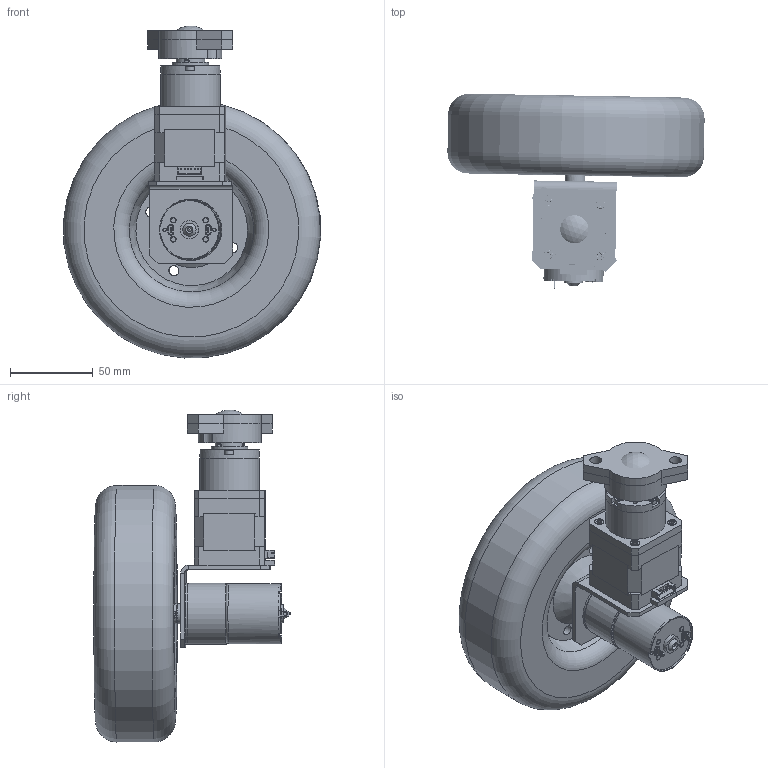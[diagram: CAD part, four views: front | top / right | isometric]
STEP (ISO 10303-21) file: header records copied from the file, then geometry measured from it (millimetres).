
FILE_DESCRIPTION(/* description */ (''),/* implementation_level */ '2;1');
FILE_NAME(/* name */ 'BL_MODULE.step',/* time_stamp */ '2024-01-26T23:05:05-08:00',/* author */ (''),/* organization */ (''),/* preprocessor_version */ 'ST-DEVELOPER v20',/* originating_system */ 'Autodesk Translation Framework v12.14.0.127',/* authorisation */ '');
FILE_SCHEMA (('AUTOMOTIVE_DESIGN { 1 0 10303 214 3 1 1 }'));
Length unit declared in the file: inch
Products named in the file (20): BL_MODULE; DC_motor_Greartisan v1 (1) (1); TD-161-006 v1 (1) (1); KFL001 v1 (1) (1); Nema 17 40mm 5_1 Planetary Gearbox v1 (1) (1); Nema 17 40mm v20 (1) (1); Mid (2) (1); Shaft (2) (1); JST 2.0 PH - 6 Pin v5 (1) (1); Pin (1) (1); M3 x 15mm (1) (1); Nema 17 5:1 Planetary Gearbox v12 (1) (1); Mid (1) (1) (1); Shaft (1) (1) (1); Screws (1) (1); M3 x 6mm (1) (1); SHEET METAL v2 v1 (1) (1); Wheel Hub v1 (1) (1); WHEELHUB_CV (1) (1); AXLE_ATTACHMENT (1) (1)
Assembly tree (29 placements, depth 5):
  BL_MODULE
    DC_motor_Greartisan v1 (1) (1)
    TD-161-006 v1 (1) (1)
    KFL001 v1 (1) (1)
    Nema 17 40mm 5_1 Planetary Gearbox v1 (1) (1)
      Nema 17 40mm v20 (1) (1)
        Mid (2) (1)
        Shaft (2) (1)
        JST 2.0 PH - 6 Pin v5 (1) (1)
          Pin (1) (1)
        M3 x 15mm (1) (1)  x4
      Nema 17 5:1 Planetary Gearbox v12 (1) (1)
        Mid (1) (1) (1)
        Shaft (1) (1) (1)
        Screws (1) (1)
          M3 x 6mm (1) (1)  x8
    SHEET METAL v2 v1 (1) (1)
    Wheel Hub v1 (1) (1)
    WHEELHUB_CV (1) (1)
    AXLE_ATTACHMENT (1) (1)
Bounding box: 155.01 x 118.34 x 200.15 mm (x, y, z)
Volume: 900482.7 mm3; surface area: 143957 mm2
Topology: 35 solids, 35 shells, 1352 faces, 3483 edges, 2260 vertices
Faces by surface type: cylinder 623, plane 476, cone 150, torus 54, sphere 25, bspline 24
Full cylindrical faces by diameter (mm): 2 x3, 2.261 x14, 2.35 x192, 2.5 x10, 2.529 x8, 3 x208, 3.2 x14, 3.333 x4, 3.5 x4, 4.1 x2, 4.25 x2, 5 x1, 5.5 x12, 5.75 x8, 6 x1, 6.096 x8, 6.2 x1, 7 x4, 8 x2, 9 x1, 9.2 x1, 10 x1, 11 x1, 12 x3, 12.07 x1, 17.35 x2, 17.37 x2, 18.357 x1, 22 x3, 22.643 x1
Entity records: 35091 total; most frequent: CARTESIAN_POINT 15046, ORIENTED_EDGE 3990, DIRECTION 3856, EDGE_CURVE 1995, AXIS2_PLACEMENT_3D 1412, VERTEX_POINT 1324, LINE 1032, VECTOR 1032
